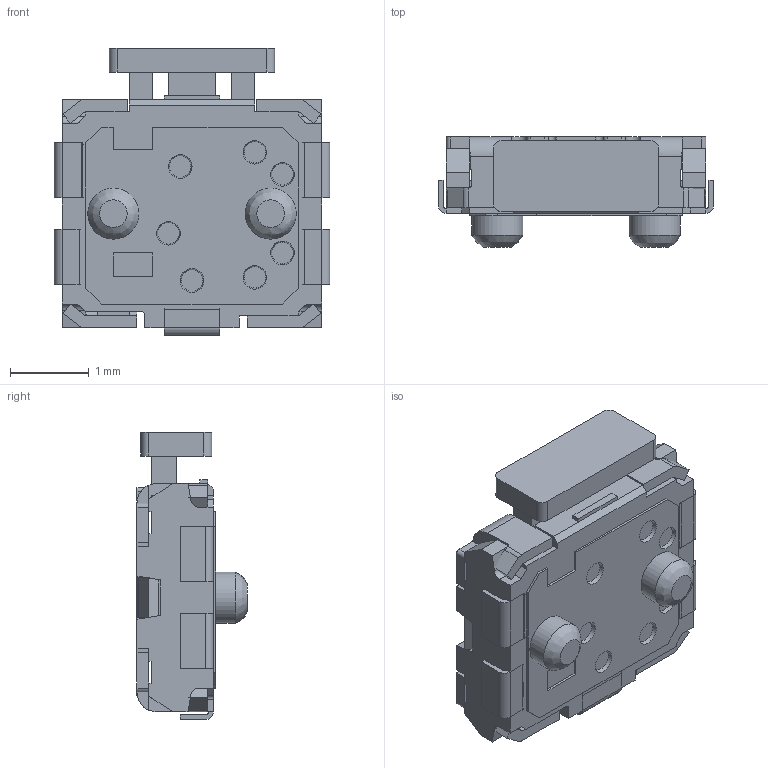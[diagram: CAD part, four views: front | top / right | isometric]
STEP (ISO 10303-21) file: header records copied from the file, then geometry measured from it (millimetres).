
FILE_DESCRIPTION(/* description */ (''),/* implementation_level */ '2;1');
FILE_NAME(/* name */ 'R-667799.step',/* time_stamp */ '2024-10-30T18:59:34-07:00',/* author */ (''),/* organization */ (''),/* preprocessor_version */ 'ST-DEVELOPER v20',/* originating_system */ 'Autodesk Translation Framework v13.20.0.188',/* authorisation */ '');
FILE_SCHEMA (('AUTOMOTIVE_DESIGN { 1 0 10303 214 3 1 1 }'));
Length unit declared in the file: millimetre
Products named in the file (6): SOU-242HST_ASM; SOU_BASE_ASM; SOU_BASE; SOU_TERMINAL; SOU_SLIDER; SOU_COVER
Assembly tree (5 placements, depth 3):
  SOU-242HST_ASM
    SOU_BASE_ASM
      SOU_BASE
      SOU_TERMINAL
    SOU_SLIDER
    SOU_COVER
Bounding box: 3.5 x 1.4 x 3.65 mm (x, y, z)
Volume: 8.5 mm3; surface area: 82.9 mm2
Topology: 9 solids, 9 shells, 404 faces, 1089 edges, 715 vertices
Faces by surface type: plane 317, cylinder 78, cone 7, bspline 2
Full cylindrical faces by diameter (mm): 0.65 x2
Entity records: 12805 total; most frequent: CARTESIAN_POINT 2308, ORIENTED_EDGE 2178, DIRECTION 2101, EDGE_CURVE 1089, LINE 895, VECTOR 895, VERTEX_POINT 715, AXIS2_PLACEMENT_3D 603
